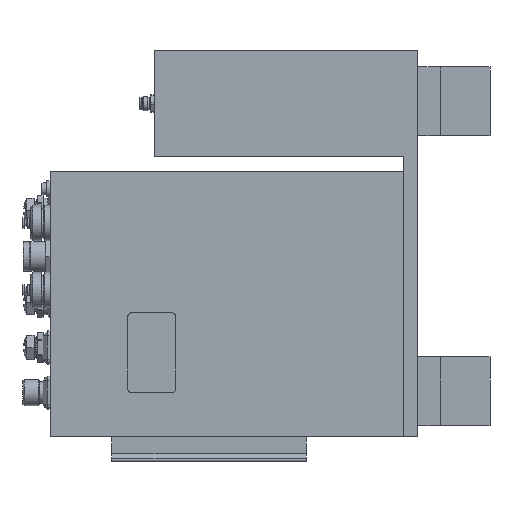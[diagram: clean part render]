
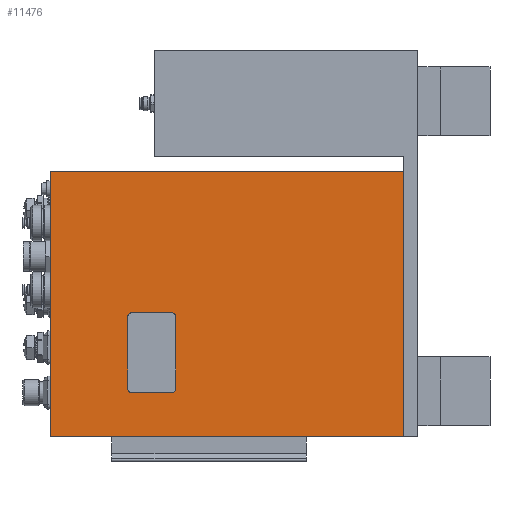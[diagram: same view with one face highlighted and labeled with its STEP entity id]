
A CAD part, left-side view. The second image highlights one B-rep face of the part: STEP entity #11476.
In plain terms, the highlighted face is planar.
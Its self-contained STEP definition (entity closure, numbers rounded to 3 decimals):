
#79 = CARTESIAN_POINT ( 'NONE',  ( -75., -30., 0. ) ) ;
#496 = VECTOR ( 'NONE', #27841, 1000. ) ;
#666 = VECTOR ( 'NONE', #35791, 1000. ) ;
#816 = VERTEX_POINT ( 'NONE', #7633 ) ;
#992 = AXIS2_PLACEMENT_3D ( 'NONE', #8372, #28103, #11227 ) ;
#1032 = EDGE_CURVE ( 'NONE', #32908, #17517, #29949, .T. ) ;
#1244 = AXIS2_PLACEMENT_3D ( 'NONE', #14081, #33824, #16915 ) ;
#1557 = LINE ( 'NONE', #30172, #666 ) ;
#2251 = CIRCLE ( 'NONE', #1244, 2. ) ;
#2440 = EDGE_CURVE ( 'NONE', #4618, #32908, #1557, .T. ) ;
#3438 = ORIENTED_EDGE ( 'NONE', *, *, #21016, .F. ) ;
#4092 = PLANE ( 'NONE',  #8274 ) ;
#4618 = VERTEX_POINT ( 'NONE', #8689 ) ;
#5971 = DIRECTION ( 'NONE',  ( 0., 0., 1. ) ) ;
#6201 = ORIENTED_EDGE ( 'NONE', *, *, #2440, .F. ) ;
#6953 = CARTESIAN_POINT ( 'NONE',  ( 0., -30., 0. ) ) ;
#7043 = VERTEX_POINT ( 'NONE', #24729 ) ;
#7439 = CIRCLE ( 'NONE', #18921, 2. ) ;
#7633 = CARTESIAN_POINT ( 'NONE',  ( -75., -30., 0. ) ) ;
#7893 = CARTESIAN_POINT ( 'NONE',  ( -6.9, -30., 131. ) ) ;
#7913 = CARTESIAN_POINT ( 'NONE',  ( 75., -30., 200. ) ) ;
#8094 = LINE ( 'NONE', #17632, #36306 ) ;
#8274 = AXIS2_PLACEMENT_3D ( 'NONE', #6953, #12520, #26673 ) ;
#8372 = CARTESIAN_POINT ( 'NONE',  ( -48.1, -30., 131. ) ) ;
#8689 = CARTESIAN_POINT ( 'NONE',  ( -50.1, -30., 154. ) ) ;
#8774 = VERTEX_POINT ( 'NONE', #28888 ) ;
#9374 = VECTOR ( 'NONE', #14259, 1000. ) ;
#9573 = EDGE_CURVE ( 'NONE', #17517, #17894, #8094, .T. ) ;
#9723 = LINE ( 'NONE', #7913, #24711 ) ;
#10748 = DIRECTION ( 'NONE',  ( 0., 0., -1. ) ) ;
#10929 = AXIS2_PLACEMENT_3D ( 'NONE', #7893, #27619, #10748 ) ;
#10968 = CARTESIAN_POINT ( 'NONE',  ( 75., -30., 0. ) ) ;
#11099 = LINE ( 'NONE', #31464, #25195 ) ;
#11227 = DIRECTION ( 'NONE',  ( 0., 0., -1. ) ) ;
#11476 = ADVANCED_FACE ( 'NONE', ( #18858, #33010 ), #4092, .F. ) ;
#11968 = DIRECTION ( 'NONE',  ( 1., 0., 0. ) ) ;
#11987 = ORIENTED_EDGE ( 'NONE', *, *, #26197, .F. ) ;
#12520 = DIRECTION ( 'NONE',  ( 0., 1., 0. ) ) ;
#12935 = EDGE_CURVE ( 'NONE', #17894, #16873, #34613, .T. ) ;
#13296 = ORIENTED_EDGE ( 'NONE', *, *, #1032, .F. ) ;
#13454 = ORIENTED_EDGE ( 'NONE', *, *, #24616, .F. ) ;
#13495 = ORIENTED_EDGE ( 'NONE', *, *, #35320, .F. ) ;
#13631 = CARTESIAN_POINT ( 'NONE',  ( -4.9, -30., 131. ) ) ;
#14034 = VERTEX_POINT ( 'NONE', #20424 ) ;
#14081 = CARTESIAN_POINT ( 'NONE',  ( -6.9, -30., 154. ) ) ;
#14259 = DIRECTION ( 'NONE',  ( 0., 0., 1. ) ) ;
#14449 = CARTESIAN_POINT ( 'NONE',  ( -48.1, -30., 129. ) ) ;
#14486 = ORIENTED_EDGE ( 'NONE', *, *, #35050, .F. ) ;
#15497 = LINE ( 'NONE', #10968, #496 ) ;
#15747 = VECTOR ( 'NONE', #5971, 1000. ) ;
#15974 = EDGE_LOOP ( 'NONE', ( #27304, #13454, #13495, #31544 ) ) ;
#16268 = DIRECTION ( 'NONE',  ( 0., -1., 0. ) ) ;
#16873 = VERTEX_POINT ( 'NONE', #13631 ) ;
#16887 = LINE ( 'NONE', #79, #9374 ) ;
#16915 = DIRECTION ( 'NONE',  ( 0., 0., -1. ) ) ;
#17517 = VERTEX_POINT ( 'NONE', #14449 ) ;
#17632 = CARTESIAN_POINT ( 'NONE',  ( 0., -30., 129. ) ) ;
#17894 = VERTEX_POINT ( 'NONE', #18851 ) ;
#18851 = CARTESIAN_POINT ( 'NONE',  ( -6.9, -30., 129. ) ) ;
#18858 = FACE_OUTER_BOUND ( 'NONE', #15974, .T. ) ;
#18921 = AXIS2_PLACEMENT_3D ( 'NONE', #33194, #16268, #35975 ) ;
#20410 = VERTEX_POINT ( 'NONE', #30419 ) ;
#20424 = CARTESIAN_POINT ( 'NONE',  ( -48.1, -30., 156. ) ) ;
#20864 = CARTESIAN_POINT ( 'NONE',  ( -50.1, -30., 131. ) ) ;
#21016 = EDGE_CURVE ( 'NONE', #7043, #26287, #2251, .T. ) ;
#21525 = LINE ( 'NONE', #32536, #23299 ) ;
#22166 = ORIENTED_EDGE ( 'NONE', *, *, #9573, .F. ) ;
#23264 = LINE ( 'NONE', #25705, #15747 ) ;
#23299 = VECTOR ( 'NONE', #29687, 1000. ) ;
#24616 = EDGE_CURVE ( 'NONE', #8774, #816, #15497, .T. ) ;
#24711 = VECTOR ( 'NONE', #30470, 1000. ) ;
#24729 = CARTESIAN_POINT ( 'NONE',  ( -4.9, -30., 154. ) ) ;
#25195 = VECTOR ( 'NONE', #28756, 1000. ) ;
#25232 = EDGE_LOOP ( 'NONE', ( #6201, #11987, #14486, #3438, #31167, #34981, #22166, #13296 ) ) ;
#25705 = CARTESIAN_POINT ( 'NONE',  ( -4.9, -30., 0. ) ) ;
#26197 = EDGE_CURVE ( 'NONE', #14034, #4618, #7439, .T. ) ;
#26287 = VERTEX_POINT ( 'NONE', #27992 ) ;
#26642 = EDGE_CURVE ( 'NONE', #20410, #34281, #21525, .T. ) ;
#26673 = DIRECTION ( 'NONE',  ( 0., 0., 1. ) ) ;
#26956 = EDGE_CURVE ( 'NONE', #16873, #7043, #23264, .T. ) ;
#27304 = ORIENTED_EDGE ( 'NONE', *, *, #34375, .F. ) ;
#27619 = DIRECTION ( 'NONE',  ( 0., -1., 0. ) ) ;
#27841 = DIRECTION ( 'NONE',  ( -1., 0., 0. ) ) ;
#27992 = CARTESIAN_POINT ( 'NONE',  ( -6.9, -30., 156. ) ) ;
#28103 = DIRECTION ( 'NONE',  ( 0., -1., 0. ) ) ;
#28756 = DIRECTION ( 'NONE',  ( -1., 0., 0. ) ) ;
#28888 = CARTESIAN_POINT ( 'NONE',  ( 75., -30., 0. ) ) ;
#29687 = DIRECTION ( 'NONE',  ( 1., 0., 0. ) ) ;
#29949 = CIRCLE ( 'NONE', #992, 2. ) ;
#30172 = CARTESIAN_POINT ( 'NONE',  ( -50.1, -30., 0. ) ) ;
#30419 = CARTESIAN_POINT ( 'NONE',  ( -75., -30., 200. ) ) ;
#30470 = DIRECTION ( 'NONE',  ( 0., 0., -1. ) ) ;
#31167 = ORIENTED_EDGE ( 'NONE', *, *, #26956, .F. ) ;
#31464 = CARTESIAN_POINT ( 'NONE',  ( 0., -30., 156. ) ) ;
#31544 = ORIENTED_EDGE ( 'NONE', *, *, #26642, .F. ) ;
#32536 = CARTESIAN_POINT ( 'NONE',  ( -75., -30., 200. ) ) ;
#32908 = VERTEX_POINT ( 'NONE', #20864 ) ;
#33010 = FACE_BOUND ( 'NONE', #25232, .T. ) ;
#33194 = CARTESIAN_POINT ( 'NONE',  ( -48.1, -30., 154. ) ) ;
#33405 = CARTESIAN_POINT ( 'NONE',  ( 75., -30., 200. ) ) ;
#33824 = DIRECTION ( 'NONE',  ( 0., -1., 0. ) ) ;
#34281 = VERTEX_POINT ( 'NONE', #33405 ) ;
#34375 = EDGE_CURVE ( 'NONE', #816, #20410, #16887, .T. ) ;
#34613 = CIRCLE ( 'NONE', #10929, 2. ) ;
#34981 = ORIENTED_EDGE ( 'NONE', *, *, #12935, .F. ) ;
#35050 = EDGE_CURVE ( 'NONE', #26287, #14034, #11099, .T. ) ;
#35320 = EDGE_CURVE ( 'NONE', #34281, #8774, #9723, .T. ) ;
#35791 = DIRECTION ( 'NONE',  ( 0., 0., -1. ) ) ;
#35975 = DIRECTION ( 'NONE',  ( 0., 0., -1. ) ) ;
#36306 = VECTOR ( 'NONE', #11968, 1000. ) ;
